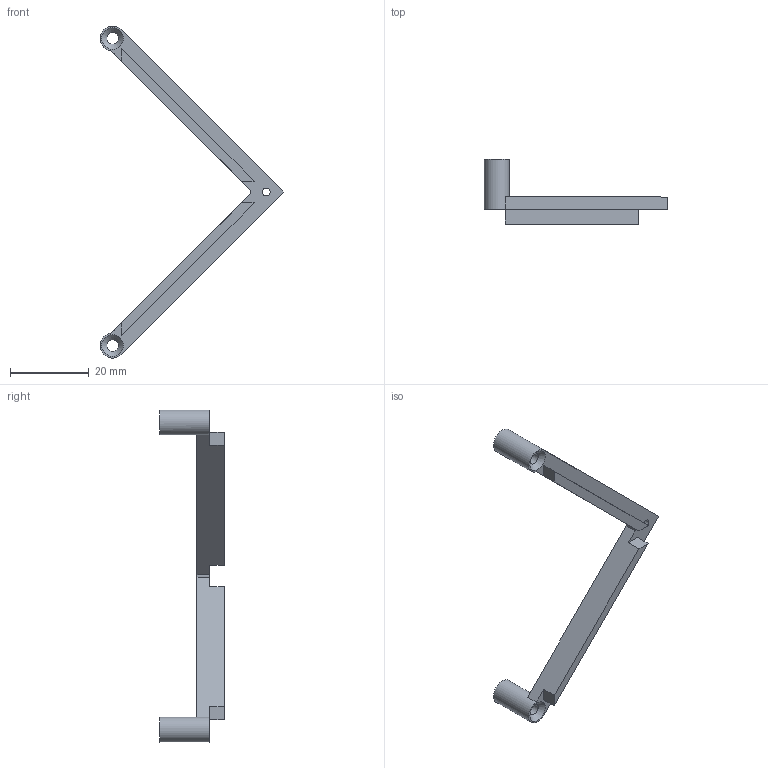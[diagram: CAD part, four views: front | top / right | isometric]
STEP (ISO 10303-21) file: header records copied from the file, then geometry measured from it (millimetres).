
FILE_DESCRIPTION(/* description */ (''),/* implementation_level */ '2;1');
FILE_NAME(/* name */ 'WIDE SCREEN HOLDER 2SCREEN.stp',/* time_stamp */ '2023-09-22T11:43:24-04:00',/* author */ ('jagers'),/* organization */ (''),/* preprocessor_version */ 'ST-DEVELOPER v19.2',/* originating_system */ 'Autodesk Inventor 2023',/* authorisation */ '');
FILE_SCHEMA (('AUTOMOTIVE_DESIGN { 1 0 10303 214 3 1 1 }'));
Length unit declared in the file: inch
Products named in the file (1): WIDE SCREEN HOLDER 2SCREEN
Bounding box: 46.72 x 16.51 x 84.45 mm (x, y, z)
Volume: 3331.4 mm3; surface area: 3440.2 mm2
Topology: 1 solids, 1 shells, 24 faces, 64 edges, 42 vertices
Faces by surface type: plane 16, cylinder 6, cone 2
Full cylindrical faces by diameter (mm): 2.032 x1, 2.946 x2, 6.35 x2
Entity records: 807 total; most frequent: DIRECTION 132, CARTESIAN_POINT 131, ORIENTED_EDGE 128, EDGE_CURVE 64, LINE 46, VECTOR 46, AXIS2_PLACEMENT_3D 43, VERTEX_POINT 42
